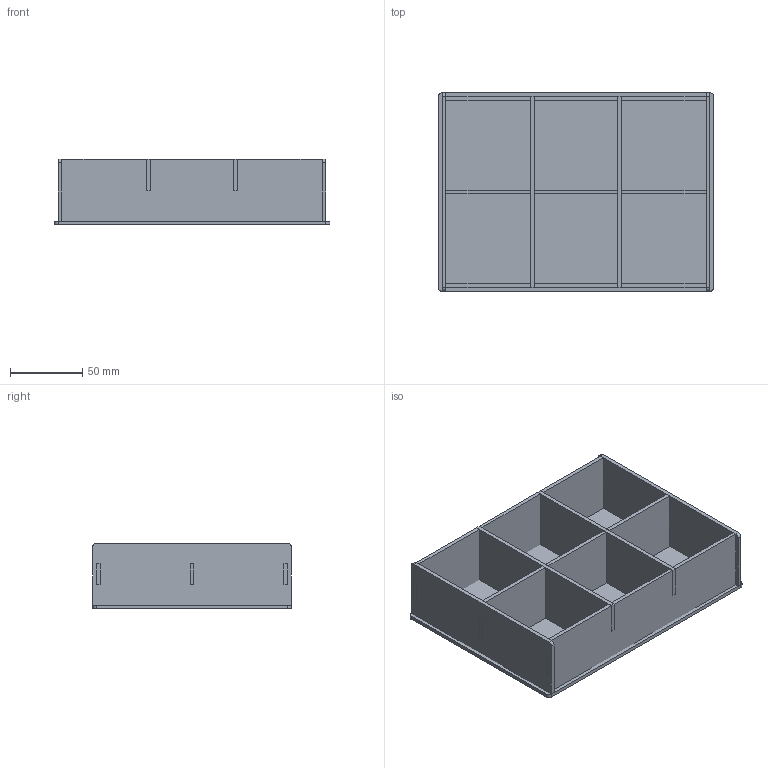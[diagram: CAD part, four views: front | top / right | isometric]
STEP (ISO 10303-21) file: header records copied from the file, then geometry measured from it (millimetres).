
FILE_DESCRIPTION(('FreeCAD Model'),'2;1');
FILE_NAME('Open CASCADE Shape Model','2025-04-27T21:33:12',('FreeCAD'),( 'FreeCAD'),'Open CASCADE STEP processor 7.6','FreeCAD','Unknown');
FILE_SCHEMA(('AUTOMOTIVE_DESIGN { 1 0 10303 214 1 1 1 1 }'));
Length unit declared in the file: millimetre
Products named in the file (1): Open CASCADE STEP translator 7.6 1
Bounding box: 190.43 x 137.25 x 45.46 mm (x, y, z)
Volume: 184627.2 mm3; surface area: 155019.4 mm2
Topology: 8 solids, 8 shells, 224 faces, 624 edges, 416 vertices
Faces by surface type: bspline 224
Entity records: 6472 total; most frequent: CARTESIAN_POINT 2593, ORIENTED_EDGE 1248, EDGE_CURVE 624, B_SPLINE_CURVE_WITH_KNOTS 608, VERTEX_POINT 416, FACE_BOUND 256, EDGE_LOOP 256, ADVANCED_FACE 224
